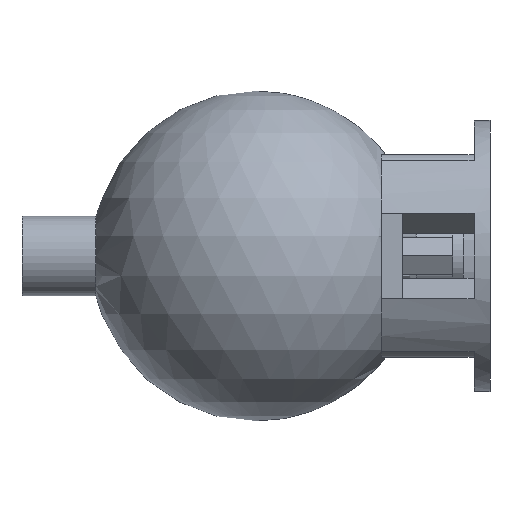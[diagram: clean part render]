
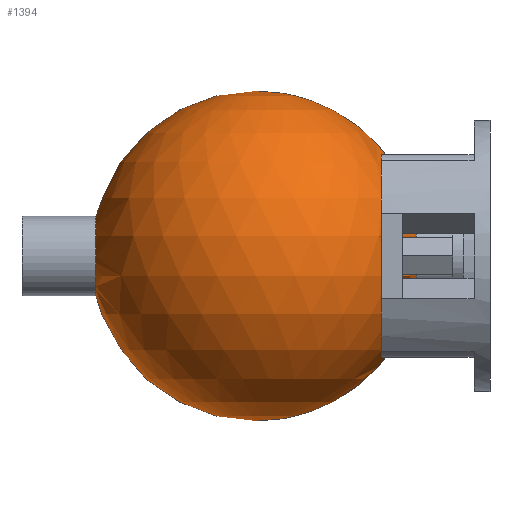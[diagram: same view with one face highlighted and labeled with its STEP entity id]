
A CAD part, left-side view. The second image highlights one B-rep face of the part: STEP entity #1394.
In plain terms, the highlighted spherical face has radius 31.02 mm.
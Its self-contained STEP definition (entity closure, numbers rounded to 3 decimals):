
#38=SPHERICAL_SURFACE('',#1555,31.02);
#41=FACE_BOUND('',#255,.T.);
#42=FACE_BOUND('',#256,.T.);
#64=CIRCLE('',#1541,7.5);
#67=CIRCLE('',#1544,7.5);
#68=CIRCLE('',#1545,7.5);
#69=CIRCLE('',#1548,7.5);
#74=CIRCLE('',#1556,31.02);
#75=CIRCLE('',#1557,31.02);
#76=CIRCLE('',#1558,15.51);
#182=FACE_OUTER_BOUND('',#254,.T.);
#254=EDGE_LOOP('',(#979,#980,#981,#982,#983,#984,#985));
#255=EDGE_LOOP('',(#986));
#256=EDGE_LOOP('',(#987));
#587=VERTEX_POINT('',#2180);
#588=VERTEX_POINT('',#2181);
#591=VERTEX_POINT('',#2188);
#592=VERTEX_POINT('',#2193);
#598=VERTEX_POINT('',#2208);
#599=VERTEX_POINT('',#2210);
#600=VERTEX_POINT('',#2212);
#736=EDGE_CURVE('',#587,#588,#64,.T.);
#740=EDGE_CURVE('',#591,#587,#67,.T.);
#741=EDGE_CURVE('',#588,#591,#68,.T.);
#742=EDGE_CURVE('',#592,#592,#69,.T.);
#748=EDGE_CURVE('',#588,#598,#74,.T.);
#749=EDGE_CURVE('',#599,#591,#75,.T.);
#750=EDGE_CURVE('',#600,#600,#76,.T.);
#979=ORIENTED_EDGE('',*,*,#736,.T.);
#980=ORIENTED_EDGE('',*,*,#748,.T.);
#981=ORIENTED_EDGE('',*,*,#748,.F.);
#982=ORIENTED_EDGE('',*,*,#741,.T.);
#983=ORIENTED_EDGE('',*,*,#749,.F.);
#984=ORIENTED_EDGE('',*,*,#749,.T.);
#985=ORIENTED_EDGE('',*,*,#740,.T.);
#986=ORIENTED_EDGE('',*,*,#750,.T.);
#987=ORIENTED_EDGE('',*,*,#742,.T.);
#1394=ADVANCED_FACE('',(#182,#41,#42),#38,.T.);
#1541=AXIS2_PLACEMENT_3D('',#2182,#1732,#1733);
#1544=AXIS2_PLACEMENT_3D('',#2189,#1739,#1740);
#1545=AXIS2_PLACEMENT_3D('',#2190,#1741,#1742);
#1548=AXIS2_PLACEMENT_3D('',#2194,#1747,#1748);
#1555=AXIS2_PLACEMENT_3D('',#2207,#1762,#1763);
#1556=AXIS2_PLACEMENT_3D('',#2209,#1764,#1765);
#1557=AXIS2_PLACEMENT_3D('',#2211,#1766,#1767);
#1558=AXIS2_PLACEMENT_3D('',#2213,#1768,#1769);
#1732=DIRECTION('center_axis',(1.,0.,0.));
#1733=DIRECTION('ref_axis',(0.,1.,0.));
#1739=DIRECTION('center_axis',(1.,0.,0.));
#1740=DIRECTION('ref_axis',(0.,1.,0.));
#1741=DIRECTION('center_axis',(1.,0.,0.));
#1742=DIRECTION('ref_axis',(0.,1.,0.));
#1747=DIRECTION('center_axis',(-1.,0.,0.));
#1748=DIRECTION('ref_axis',(0.,1.,0.));
#1762=DIRECTION('center_axis',(0.,0.,1.));
#1763=DIRECTION('ref_axis',(1.,0.,0.));
#1764=DIRECTION('center_axis',(0.,-1.,0.));
#1765=DIRECTION('ref_axis',(-1.,0.,0.));
#1766=DIRECTION('center_axis',(0.,-1.,0.));
#1767=DIRECTION('ref_axis',(-1.,0.,0.));
#1768=DIRECTION('center_axis',(0.,-1.,0.));
#1769=DIRECTION('ref_axis',(-1.,0.,0.));
#2180=CARTESIAN_POINT('',(-30.1,-7.5,0.));
#2181=CARTESIAN_POINT('',(-30.1,0.,-7.5));
#2182=CARTESIAN_POINT('Origin',(-30.1,0.,0.));
#2188=CARTESIAN_POINT('',(-30.1,0.,7.5));
#2189=CARTESIAN_POINT('Origin',(-30.1,0.,0.));
#2190=CARTESIAN_POINT('Origin',(-30.1,0.,0.));
#2193=CARTESIAN_POINT('',(30.1,-7.5,0.));
#2194=CARTESIAN_POINT('Origin',(30.1,0.,0.));
#2207=CARTESIAN_POINT('Origin',(0.,0.,0.));
#2208=CARTESIAN_POINT('',(0.,0.,-31.02));
#2209=CARTESIAN_POINT('Origin',(0.,0.,0.));
#2210=CARTESIAN_POINT('',(0.,0.,31.02));
#2211=CARTESIAN_POINT('Origin',(0.,0.,0.));
#2212=CARTESIAN_POINT('',(15.51,26.864,0.));
#2213=CARTESIAN_POINT('Origin',(0.,26.864,0.));
